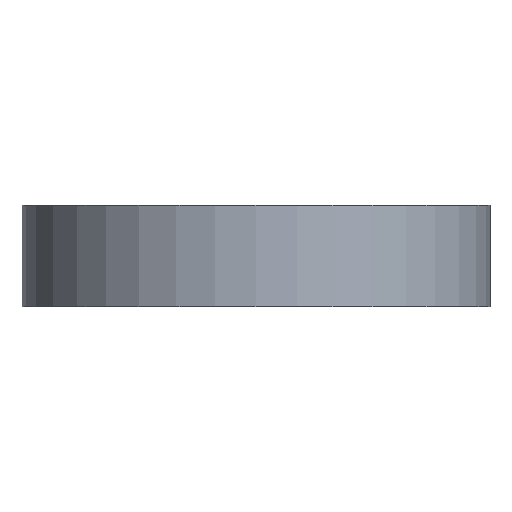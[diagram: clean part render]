
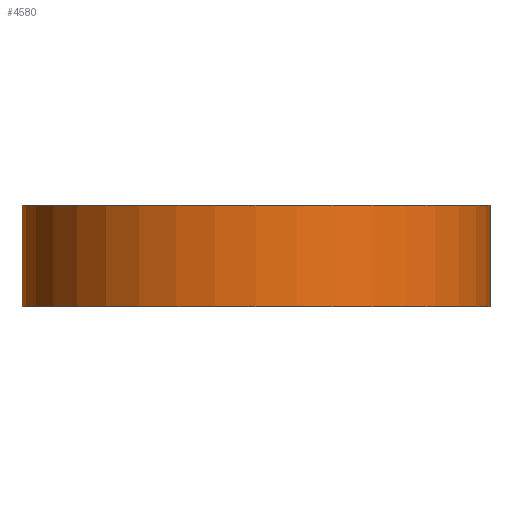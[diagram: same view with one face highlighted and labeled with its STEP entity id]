
A CAD part, front view. The second image highlights one B-rep face of the part: STEP entity #4580.
In plain terms, the highlighted cylindrical face has radius 27.725 mm (diameter 55.45 mm), a full revolution.
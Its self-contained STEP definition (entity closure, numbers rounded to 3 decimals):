
#15=LINE('',#11556,#16);
#16=VECTOR('',#5182,27.725);
#80=CYLINDRICAL_SURFACE('',#4793,27.725);
#83=CIRCLE('',#4603,27.725);
#210=CIRCLE('',#4794,27.725);
#466=FACE_OUTER_BOUND('',#722,.T.);
#722=EDGE_LOOP('',(#3881,#3882,#3883,#3884));
#1851=VERTEX_POINT('',#11265);
#1860=VERTEX_POINT('',#11555);
#2481=EDGE_CURVE('',#1851,#1851,#83,.T.);
#2618=EDGE_CURVE('',#1851,#1860,#15,.T.);
#2619=EDGE_CURVE('',#1860,#1860,#210,.T.);
#3881=ORIENTED_EDGE('',*,*,#2481,.T.);
#3882=ORIENTED_EDGE('',*,*,#2618,.T.);
#3883=ORIENTED_EDGE('',*,*,#2619,.F.);
#3884=ORIENTED_EDGE('',*,*,#2618,.F.);
#4580=ADVANCED_FACE('',(#466),#80,.T.);
#4603=AXIS2_PLACEMENT_3D('',#11266,#4800,#4801);
#4793=AXIS2_PLACEMENT_3D('',#11554,#5180,#5181);
#4794=AXIS2_PLACEMENT_3D('',#11557,#5183,#5184);
#4800=DIRECTION('center_axis',(0.,0.,-1.));
#4801=DIRECTION('ref_axis',(-1.,0.,0.));
#5180=DIRECTION('center_axis',(0.,0.,1.));
#5181=DIRECTION('ref_axis',(-1.,0.,0.));
#5182=DIRECTION('',(0.,0.,-1.));
#5183=DIRECTION('center_axis',(0.,0.,-1.));
#5184=DIRECTION('ref_axis',(-1.,0.,0.));
#11265=CARTESIAN_POINT('',(27.725,0.,12.));
#11266=CARTESIAN_POINT('Origin',(0.,0.,12.));
#11554=CARTESIAN_POINT('Origin',(0.,0.,0.));
#11555=CARTESIAN_POINT('',(27.725,0.,0.));
#11556=CARTESIAN_POINT('',(27.725,0.,0.));
#11557=CARTESIAN_POINT('Origin',(0.,0.,0.));
